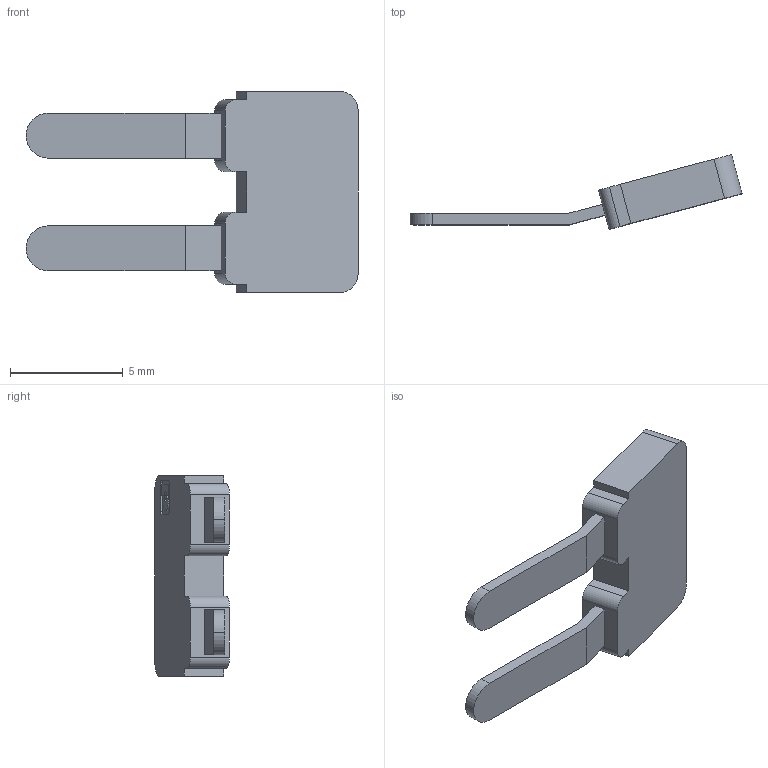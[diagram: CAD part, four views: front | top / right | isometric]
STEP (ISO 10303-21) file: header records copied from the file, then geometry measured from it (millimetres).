
FILE_DESCRIPTION(('SolidDesigner STEP Export'),'2;1');
FILE_NAME('ebp_2-5.stp','2004-02-13T12:27:13',(''),(''),'OneSpaceDesigner STEP processor Version: 9.0 (March 2001)for AP214(CD)(Solid Model)','CoCreate OneSpaceDesigner: 11.50A 18-Jul-2002(C) CoCreate Software GmbH','');
FILE_SCHEMA(('AUTOMOTIVE_DESIGN_CC2 {1 2 10303 214 -1 1 5 1}'));
Length unit declared in the file: millimetre
Products named in the file (2): ebp_2-5
Assembly tree (1 placements, depth 2):
  ebp_2-5
    ebp_2-5
Bounding box: 14.72 x 3.32 x 8.9 mm (x, y, z)
Volume: 109.1 mm3; surface area: 242.6 mm2
Topology: 1 solids, 1 shells, 75 faces, 201 edges, 134 vertices
Faces by surface type: plane 43, cylinder 32
Entity records: 2904 total; most frequent: ORIENTED_EDGE 402, CARTESIAN_POINT 392, DIRECTION 379, EDGE_CURVE 201, VECTOR 137, LINE 137, VERTEX_POINT 134, AXIS2_PLACEMENT_3D 121
